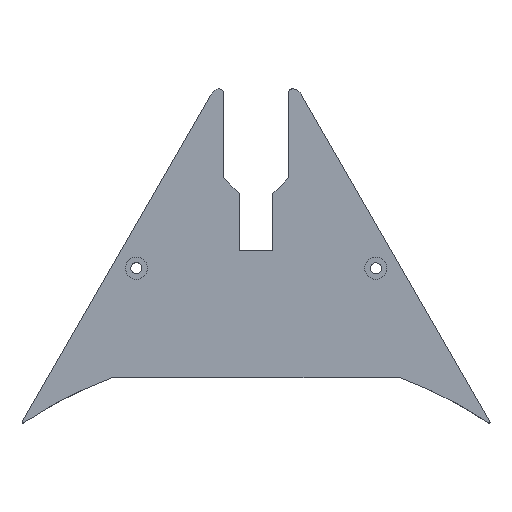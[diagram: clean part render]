
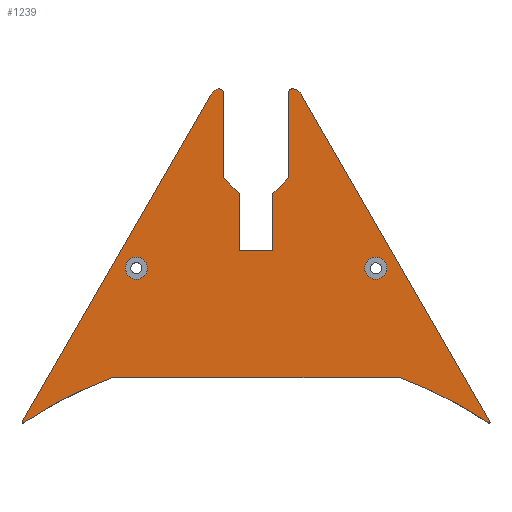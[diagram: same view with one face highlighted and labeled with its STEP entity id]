
A CAD part, top view. The second image highlights one B-rep face of the part: STEP entity #1239.
In plain terms, the highlighted planar face has unit normal (0, 0, 1).
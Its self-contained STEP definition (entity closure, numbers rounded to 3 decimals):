
#23=FACE_BOUND('',#147,.T.);
#24=FACE_BOUND('',#148,.T.);
#33=PLANE('',#1339);
#72=FACE_OUTER_BOUND('',#146,.T.);
#146=EDGE_LOOP('',(#836,#837,#838,#839,#840,#841,#842,#843,#844,#845,#846,
#847,#848,#849,#850,#851,#852,#853));
#147=EDGE_LOOP('',(#854));
#148=EDGE_LOOP('',(#855));
#232=LINE('',#1960,#328);
#233=LINE('',#1966,#329);
#234=LINE('',#1968,#330);
#235=LINE('',#1970,#331);
#236=LINE('',#1972,#332);
#237=LINE('',#1974,#333);
#238=LINE('',#1976,#334);
#239=LINE('',#1978,#335);
#240=LINE('',#1984,#336);
#241=LINE('',#1989,#337);
#328=VECTOR('',#1519,10.);
#329=VECTOR('',#1524,10.);
#330=VECTOR('',#1525,10.);
#331=VECTOR('',#1526,10.);
#332=VECTOR('',#1527,10.);
#333=VECTOR('',#1528,10.);
#334=VECTOR('',#1529,10.);
#335=VECTOR('',#1530,10.);
#336=VECTOR('',#1535,10.);
#337=VECTOR('',#1540,10.);
#420=CIRCLE('',#1332,0.5);
#423=CIRCLE('',#1336,188.);
#426=CIRCLE('',#1340,5.);
#427=CIRCLE('',#1341,2.);
#428=CIRCLE('',#1342,2.);
#429=CIRCLE('',#1343,5.);
#430=CIRCLE('',#1344,0.5);
#431=CIRCLE('',#1345,188.);
#432=CIRCLE('',#1346,5.);
#433=CIRCLE('',#1347,5.);
#510=VERTEX_POINT('',#1923);
#511=VERTEX_POINT('',#1924);
#515=VERTEX_POINT('',#1934);
#520=VERTEX_POINT('',#1959);
#521=VERTEX_POINT('',#1961);
#522=VERTEX_POINT('',#1963);
#523=VERTEX_POINT('',#1965);
#524=VERTEX_POINT('',#1967);
#525=VERTEX_POINT('',#1969);
#526=VERTEX_POINT('',#1971);
#527=VERTEX_POINT('',#1973);
#528=VERTEX_POINT('',#1975);
#529=VERTEX_POINT('',#1977);
#530=VERTEX_POINT('',#1979);
#531=VERTEX_POINT('',#1981);
#532=VERTEX_POINT('',#1983);
#533=VERTEX_POINT('',#1985);
#534=VERTEX_POINT('',#1987);
#535=VERTEX_POINT('',#1990);
#536=VERTEX_POINT('',#1992);
#634=EDGE_CURVE('',#510,#511,#420,.T.);
#639=EDGE_CURVE('',#515,#511,#423,.T.);
#645=EDGE_CURVE('',#510,#520,#232,.T.);
#646=EDGE_CURVE('',#521,#520,#426,.T.);
#647=EDGE_CURVE('',#522,#521,#427,.T.);
#648=EDGE_CURVE('',#522,#523,#233,.T.);
#649=EDGE_CURVE('',#523,#524,#234,.T.);
#650=EDGE_CURVE('',#524,#525,#235,.T.);
#651=EDGE_CURVE('',#525,#526,#236,.T.);
#652=EDGE_CURVE('',#526,#527,#237,.T.);
#653=EDGE_CURVE('',#527,#528,#238,.T.);
#654=EDGE_CURVE('',#528,#529,#239,.T.);
#655=EDGE_CURVE('',#530,#529,#428,.T.);
#656=EDGE_CURVE('',#531,#530,#429,.T.);
#657=EDGE_CURVE('',#531,#532,#240,.T.);
#658=EDGE_CURVE('',#533,#532,#430,.T.);
#659=EDGE_CURVE('',#533,#534,#431,.T.);
#660=EDGE_CURVE('',#534,#515,#241,.T.);
#661=EDGE_CURVE('',#535,#535,#432,.T.);
#662=EDGE_CURVE('',#536,#536,#433,.T.);
#836=ORIENTED_EDGE('',*,*,#634,.F.);
#837=ORIENTED_EDGE('',*,*,#645,.T.);
#838=ORIENTED_EDGE('',*,*,#646,.F.);
#839=ORIENTED_EDGE('',*,*,#647,.F.);
#840=ORIENTED_EDGE('',*,*,#648,.T.);
#841=ORIENTED_EDGE('',*,*,#649,.T.);
#842=ORIENTED_EDGE('',*,*,#650,.T.);
#843=ORIENTED_EDGE('',*,*,#651,.T.);
#844=ORIENTED_EDGE('',*,*,#652,.T.);
#845=ORIENTED_EDGE('',*,*,#653,.T.);
#846=ORIENTED_EDGE('',*,*,#654,.T.);
#847=ORIENTED_EDGE('',*,*,#655,.F.);
#848=ORIENTED_EDGE('',*,*,#656,.F.);
#849=ORIENTED_EDGE('',*,*,#657,.T.);
#850=ORIENTED_EDGE('',*,*,#658,.F.);
#851=ORIENTED_EDGE('',*,*,#659,.T.);
#852=ORIENTED_EDGE('',*,*,#660,.T.);
#853=ORIENTED_EDGE('',*,*,#639,.T.);
#854=ORIENTED_EDGE('',*,*,#661,.T.);
#855=ORIENTED_EDGE('',*,*,#662,.T.);
#1239=ADVANCED_FACE('',(#72,#23,#24),#33,.T.);
#1332=AXIS2_PLACEMENT_3D('',#1925,#1499,#1500);
#1336=AXIS2_PLACEMENT_3D('',#1935,#1509,#1510);
#1339=AXIS2_PLACEMENT_3D('',#1958,#1517,#1518);
#1340=AXIS2_PLACEMENT_3D('',#1962,#1520,#1521);
#1341=AXIS2_PLACEMENT_3D('',#1964,#1522,#1523);
#1342=AXIS2_PLACEMENT_3D('',#1980,#1531,#1532);
#1343=AXIS2_PLACEMENT_3D('',#1982,#1533,#1534);
#1344=AXIS2_PLACEMENT_3D('',#1986,#1536,#1537);
#1345=AXIS2_PLACEMENT_3D('',#1988,#1538,#1539);
#1346=AXIS2_PLACEMENT_3D('',#1991,#1541,#1542);
#1347=AXIS2_PLACEMENT_3D('',#1993,#1543,#1544);
#1499=DIRECTION('center_axis',(0.,0.,-1.));
#1500=DIRECTION('ref_axis',(0.682,-0.731,0.));
#1509=DIRECTION('center_axis',(0.,0.,-1.));
#1510=DIRECTION('ref_axis',(-0.568,-0.823,0.));
#1517=DIRECTION('center_axis',(0.,0.,1.));
#1518=DIRECTION('ref_axis',(1.,0.,0.));
#1519=DIRECTION('',(-0.5,0.866,0.));
#1520=DIRECTION('center_axis',(0.,0.,-1.));
#1521=DIRECTION('ref_axis',(0.5,0.866,0.));
#1522=DIRECTION('center_axis',(0.,0.,-1.));
#1523=DIRECTION('ref_axis',(1.,0.,0.));
#1524=DIRECTION('',(0.,-1.,0.));
#1525=DIRECTION('',(-0.707,-0.707,0.));
#1526=DIRECTION('',(0.,-1.,0.));
#1527=DIRECTION('',(-1.,0.,0.));
#1528=DIRECTION('',(0.,1.,0.));
#1529=DIRECTION('',(-0.707,0.707,0.));
#1530=DIRECTION('',(0.,1.,0.));
#1531=DIRECTION('center_axis',(0.,0.,-1.));
#1532=DIRECTION('ref_axis',(-1.,0.,0.));
#1533=DIRECTION('center_axis',(0.,0.,-1.));
#1534=DIRECTION('ref_axis',(-0.5,0.866,0.));
#1535=DIRECTION('',(-0.5,-0.866,0.));
#1536=DIRECTION('center_axis',(0.,0.,-1.));
#1537=DIRECTION('ref_axis',(-0.682,-0.731,0.));
#1538=DIRECTION('center_axis',(0.,0.,-1.));
#1539=DIRECTION('ref_axis',(0.348,-0.938,0.));
#1540=DIRECTION('',(1.,0.,0.));
#1541=DIRECTION('center_axis',(0.,0.,-1.));
#1542=DIRECTION('ref_axis',(1.,0.,0.));
#1543=DIRECTION('center_axis',(0.,0.,-1.));
#1544=DIRECTION('ref_axis',(1.,0.,0.));
#1923=CARTESIAN_POINT('',(105.724,156.615,2.));
#1924=CARTESIAN_POINT('',(105.012,155.951,2.));
#1925=CARTESIAN_POINT('Origin',(105.291,156.365,2.));
#1934=CARTESIAN_POINT('',(65.247,176.331,2.));
#1935=CARTESIAN_POINT('Origin',(-0.011,0.02,
2.));
#1958=CARTESIAN_POINT('Origin',(0.001,224.006,2.));
#1959=CARTESIAN_POINT('',(20.364,304.48,2.));
#1960=CARTESIAN_POINT('',(106.82,154.718,2.));
#1961=CARTESIAN_POINT('',(16.495,306.959,2.));
#1962=CARTESIAN_POINT('Origin',(16.034,301.98,2.));
#1963=CARTESIAN_POINT('',(14.706,305.447,2.));
#1964=CARTESIAN_POINT('Origin',(16.647,304.965,2.));
#1965=CARTESIAN_POINT('',(14.706,266.73,2.));
#1966=CARTESIAN_POINT('',(14.706,306.98,2.));
#1967=CARTESIAN_POINT('',(7.635,259.659,2.));
#1968=CARTESIAN_POINT('',(14.706,266.73,2.));
#1969=CARTESIAN_POINT('',(7.635,233.659,2.));
#1970=CARTESIAN_POINT('',(7.635,259.659,2.));
#1971=CARTESIAN_POINT('',(-7.577,233.659,2.));
#1972=CARTESIAN_POINT('',(7.635,233.659,2.));
#1973=CARTESIAN_POINT('',(-7.577,259.722,2.));
#1974=CARTESIAN_POINT('',(-7.577,233.659,2.));
#1975=CARTESIAN_POINT('',(-14.648,266.793,2.));
#1976=CARTESIAN_POINT('',(-7.577,259.722,2.));
#1977=CARTESIAN_POINT('',(-14.648,304.967,2.));
#1978=CARTESIAN_POINT('',(-14.648,266.793,2.));
#1979=CARTESIAN_POINT('',(-17.096,306.916,2.));
#1980=CARTESIAN_POINT('Origin',(-16.648,304.967,2.));
#1981=CARTESIAN_POINT('',(-20.306,304.543,2.));
#1982=CARTESIAN_POINT('Origin',(-15.976,302.043,2.));
#1983=CARTESIAN_POINT('',(-105.734,156.623,2.));
#1984=CARTESIAN_POINT('',(-18.863,307.043,2.));
#1985=CARTESIAN_POINT('',(-105.021,155.959,2.));
#1986=CARTESIAN_POINT('Origin',(-105.301,156.373,2.));
#1987=CARTESIAN_POINT('',(-65.401,176.282,2.));
#1988=CARTESIAN_POINT('Origin',(-0.011,0.02,
2.));
#1989=CARTESIAN_POINT('',(-65.401,176.282,2.));
#1990=CARTESIAN_POINT('',(-49.067,225.908,2.));
#1991=CARTESIAN_POINT('Origin',(-54.067,225.908,2.));
#1992=CARTESIAN_POINT('',(59.175,225.877,2.));
#1993=CARTESIAN_POINT('Origin',(54.175,225.877,2.));
